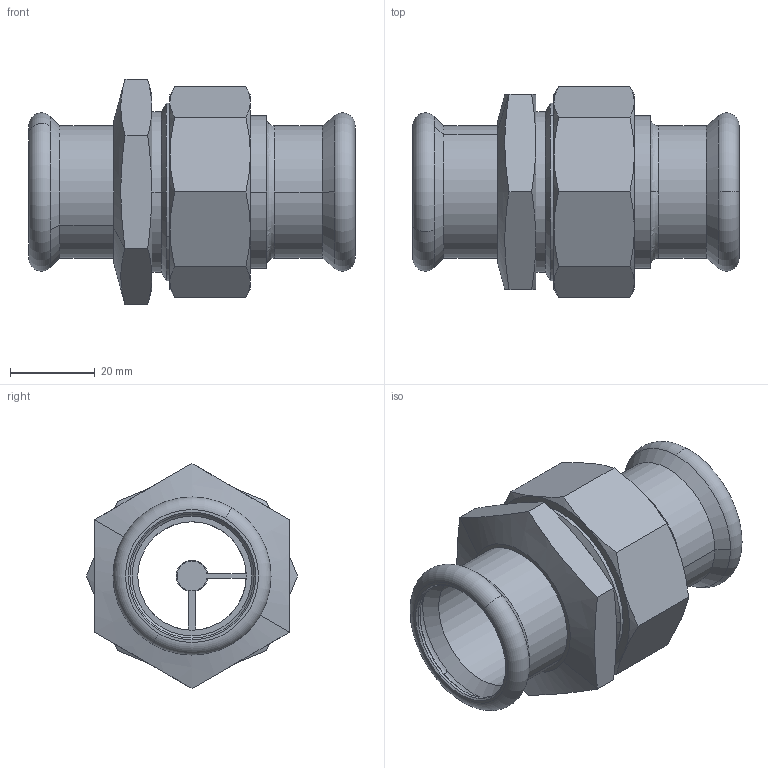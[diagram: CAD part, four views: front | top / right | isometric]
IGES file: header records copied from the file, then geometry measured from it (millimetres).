
Global section: file name: No Iges File Name specified; native system: Autodesk Inventor 2011; preprocessor: AutoDesk Inventor Iges Exporter R2011; author: bruh; date: 20110606.140004; units: millimetre
Bounding box: 77 x 49.79 x 53.12 mm (x, y, z)
Volume: 42589.9 mm3; surface area: 24513 mm2
Topology: 2 solids, 2 shells, 121 faces, 303 edges, 195 vertices
Faces by surface type: plane 33, cone 32, revolution 28, cylinder 14, bspline 8, torus 6
